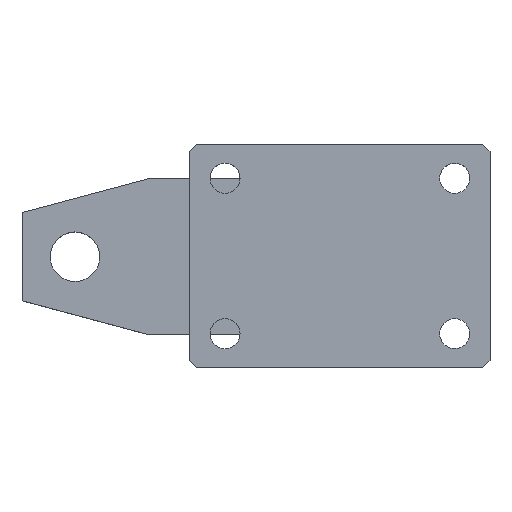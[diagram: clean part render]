
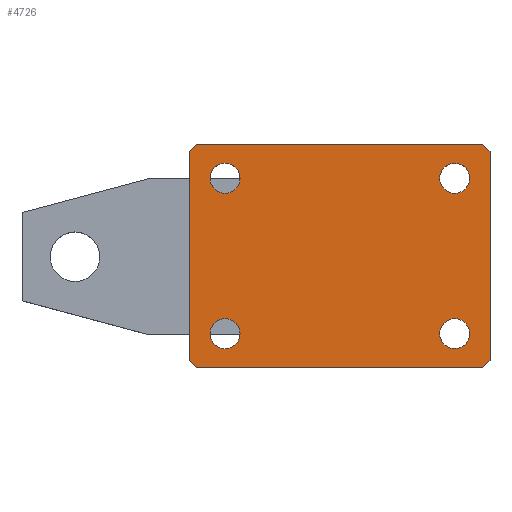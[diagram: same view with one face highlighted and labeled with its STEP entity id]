
A CAD part, top view. The second image highlights one B-rep face of the part: STEP entity #4726.
In plain terms, the highlighted planar face has unit normal (0, 0, 1).
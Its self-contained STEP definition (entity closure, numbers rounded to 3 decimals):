
#47 = DIRECTION ( 'NONE',  ( 1., 0., 0. ) ) ;
#48 = DIRECTION ( 'NONE',  ( 0., 0., 1. ) ) ;
#50 = CARTESIAN_POINT ( 'NONE',  ( -32.5, 22., 22. ) ) ;
#62 = DIRECTION ( 'NONE',  ( 1., 0., 0. ) ) ;
#63 = DIRECTION ( 'NONE',  ( 0., 0., 1. ) ) ;
#65 = CARTESIAN_POINT ( 'NONE',  ( 32.5, -22., 22. ) ) ;
#80 = DIRECTION ( 'NONE',  ( 1., 0., 0. ) ) ;
#82 = DIRECTION ( 'NONE',  ( 0., 0., 1. ) ) ;
#83 = CARTESIAN_POINT ( 'NONE',  ( -32.5, -22., 22. ) ) ;
#165 = DIRECTION ( 'NONE',  ( -1., 0., 0. ) ) ;
#175 = DIRECTION ( 'NONE',  ( 0., 1., 0. ) ) ;
#176 = CARTESIAN_POINT ( 'NONE',  ( -42.5, 31.5, 22. ) ) ;
#180 = CARTESIAN_POINT ( 'NONE',  ( 42.5, 31.5, 22. ) ) ;
#248 = DIRECTION ( 'NONE',  ( 0.707, -0.707, 0. ) ) ;
#249 = CARTESIAN_POINT ( 'NONE',  ( -36., -36., 22. ) ) ;
#252 = DIRECTION ( 'NONE',  ( 1., 0., 0. ) ) ;
#311 = CARTESIAN_POINT ( 'NONE',  ( -42.5, -31.5, 22. ) ) ;
#313 = DIRECTION ( 'NONE',  ( 0.707, 0.707, 0. ) ) ;
#320 = CARTESIAN_POINT ( 'NONE',  ( 36., -36., 22. ) ) ;
#616 = ORIENTED_EDGE ( 'NONE', *, *, #5278, .F. ) ;
#739 = ORIENTED_EDGE ( 'NONE', *, *, #5323, .F. ) ;
#778 = ORIENTED_EDGE ( 'NONE', *, *, #5263, .F. ) ;
#851 = ORIENTED_EDGE ( 'NONE', *, *, #5201, .T. ) ;
#915 = ORIENTED_EDGE ( 'NONE', *, *, #5234, .F. ) ;
#966 = VERTEX_POINT ( 'NONE', #5903 ) ;
#1004 = ORIENTED_EDGE ( 'NONE', *, *, #5238, .F. ) ;
#1008 = VERTEX_POINT ( 'NONE', #5908 ) ;
#1029 = EDGE_LOOP ( 'NONE', ( #3916, #3920, #3947, #3938, #3934, #3921, #3930, #851 ) ) ;
#1051 = VERTEX_POINT ( 'NONE', #5996 ) ;
#1078 = EDGE_LOOP ( 'NONE', ( #1004, #3946 ) ) ;
#1079 = EDGE_LOOP ( 'NONE', ( #3924, #3927 ) ) ;
#1082 = VERTEX_POINT ( 'NONE', #5857 ) ;
#1085 = VERTEX_POINT ( 'NONE', #5853 ) ;
#1087 = VERTEX_POINT ( 'NONE', #5880 ) ;
#1090 = VERTEX_POINT ( 'NONE', #5869 ) ;
#1095 = VERTEX_POINT ( 'NONE', #5998 ) ;
#1101 = VERTEX_POINT ( 'NONE', #5856 ) ;
#1133 = EDGE_LOOP ( 'NONE', ( #915, #616 ) ) ;
#1141 = VERTEX_POINT ( 'NONE', #5845 ) ;
#1142 = VERTEX_POINT ( 'NONE', #5850 ) ;
#1189 = EDGE_LOOP ( 'NONE', ( #739, #778 ) ) ;
#1201 = VERTEX_POINT ( 'NONE', #5939 ) ;
#1222 = VERTEX_POINT ( 'NONE', #5890 ) ;
#1234 = VERTEX_POINT ( 'NONE', #5884 ) ;
#1242 = VERTEX_POINT ( 'NONE', #5951 ) ;
#1260 = VECTOR ( 'NONE', #248, 1000. ) ;
#1264 = CIRCLE ( 'NONE', #4963, 4.25 ) ;
#1280 = CIRCLE ( 'NONE', #4962, 4.25 ) ;
#1295 = CIRCLE ( 'NONE', #4954, 4.25 ) ;
#1298 = LINE ( 'NONE', #176, #1374 ) ;
#1299 = CIRCLE ( 'NONE', #4930, 4.25 ) ;
#1307 = VECTOR ( 'NONE', #175, 1000. ) ;
#1330 = CIRCLE ( 'NONE', #4957, 4.25 ) ;
#1356 = VECTOR ( 'NONE', #4505, 1000. ) ;
#1364 = LINE ( 'NONE', #4481, #1501 ) ;
#1365 = CIRCLE ( 'NONE', #4953, 4.25 ) ;
#1366 = VECTOR ( 'NONE', #4482, 1000. ) ;
#1374 = VECTOR ( 'NONE', #165, 1000. ) ;
#1420 = CIRCLE ( 'NONE', #4950, 4.25 ) ;
#1446 = LINE ( 'NONE', #180, #1307 ) ;
#1476 = CIRCLE ( 'NONE', #4965, 4.25 ) ;
#1477 = LINE ( 'NONE', #4506, #1356 ) ;
#1501 = VECTOR ( 'NONE', #4480, 1000. ) ;
#1503 = LINE ( 'NONE', #4484, #1366 ) ;
#1518 = LINE ( 'NONE', #249, #1260 ) ;
#1909 = DIRECTION ( 'NONE',  ( 1., 0., 0. ) ) ;
#1913 = PLANE ( 'NONE',  #5066 ) ;
#1916 = CARTESIAN_POINT ( 'NONE',  ( 0., 0., 22. ) ) ;
#1917 = DIRECTION ( 'NONE',  ( 0., 0., 1. ) ) ;
#2868 = CARTESIAN_POINT ( 'NONE',  ( -40.5, 31.5, 22. ) ) ;
#3184 = FACE_BOUND ( 'NONE', #1189, .T. ) ;
#3189 = FACE_BOUND ( 'NONE', #1133, .T. ) ;
#3203 = FACE_BOUND ( 'NONE', #1078, .T. ) ;
#3226 = VECTOR ( 'NONE', #252, 1000. ) ;
#3231 = VECTOR ( 'NONE', #313, 1000. ) ;
#3232 = LINE ( 'NONE', #311, #3226 ) ;
#3241 = LINE ( 'NONE', #320, #3231 ) ;
#3350 = FACE_BOUND ( 'NONE', #1079, .T. ) ;
#3417 = FACE_OUTER_BOUND ( 'NONE', #1029, .T. ) ;
#3916 = ORIENTED_EDGE ( 'NONE', *, *, #5200, .T. ) ;
#3920 = ORIENTED_EDGE ( 'NONE', *, *, #5197, .T. ) ;
#3921 = ORIENTED_EDGE ( 'NONE', *, *, #5290, .T. ) ;
#3924 = ORIENTED_EDGE ( 'NONE', *, *, #5373, .F. ) ;
#3927 = ORIENTED_EDGE ( 'NONE', *, *, #5242, .F. ) ;
#3930 = ORIENTED_EDGE ( 'NONE', *, *, #5287, .T. ) ;
#3934 = ORIENTED_EDGE ( 'NONE', *, *, #5221, .T. ) ;
#3938 = ORIENTED_EDGE ( 'NONE', *, *, #5291, .T. ) ;
#3946 = ORIENTED_EDGE ( 'NONE', *, *, #5292, .F. ) ;
#3947 = ORIENTED_EDGE ( 'NONE', *, *, #5218, .T. ) ;
#4047 = VERTEX_POINT ( 'NONE', #2868 ) ;
#4083 = DIRECTION ( 'NONE',  ( 1., 0., 0. ) ) ;
#4084 = DIRECTION ( 'NONE',  ( 0., 0., 1. ) ) ;
#4085 = CARTESIAN_POINT ( 'NONE',  ( -32.5, 22., 22. ) ) ;
#4288 = DIRECTION ( 'NONE',  ( 1., 0., 0. ) ) ;
#4289 = DIRECTION ( 'NONE',  ( 0., 0., 1. ) ) ;
#4290 = CARTESIAN_POINT ( 'NONE',  ( 32.5, 22., 22. ) ) ;
#4475 = DIRECTION ( 'NONE',  ( 1., 0., 0. ) ) ;
#4476 = DIRECTION ( 'NONE',  ( 0., 0., 1. ) ) ;
#4477 = CARTESIAN_POINT ( 'NONE',  ( 32.5, -22., 22. ) ) ;
#4480 = DIRECTION ( 'NONE',  ( -0.707, 0.707, 0. ) ) ;
#4481 = CARTESIAN_POINT ( 'NONE',  ( 36., 36., 22. ) ) ;
#4482 = DIRECTION ( 'NONE',  ( -0.707, -0.707, 0. ) ) ;
#4484 = CARTESIAN_POINT ( 'NONE',  ( -36., 36., 22. ) ) ;
#4505 = DIRECTION ( 'NONE',  ( 0., -1., 0. ) ) ;
#4506 = CARTESIAN_POINT ( 'NONE',  ( -42.5, 31.5, 22. ) ) ;
#4552 = DIRECTION ( 'NONE',  ( 1., 0., 0. ) ) ;
#4553 = DIRECTION ( 'NONE',  ( 0., 0., 1. ) ) ;
#4554 = CARTESIAN_POINT ( 'NONE',  ( -32.5, -22., 22. ) ) ;
#4586 = DIRECTION ( 'NONE',  ( 1., 0., 0. ) ) ;
#4587 = DIRECTION ( 'NONE',  ( 0., 0., 1. ) ) ;
#4588 = CARTESIAN_POINT ( 'NONE',  ( 32.5, 22., 22. ) ) ;
#4726 = ADVANCED_FACE ( 'NONE', ( #3203, #3350, #3417, #3184, #3189 ), #1913, .T. ) ;
#4930 = AXIS2_PLACEMENT_3D ( 'NONE', #4085, #4084, #4083 ) ;
#4950 = AXIS2_PLACEMENT_3D ( 'NONE', #4290, #4289, #4288 ) ;
#4953 = AXIS2_PLACEMENT_3D ( 'NONE', #4477, #4476, #4475 ) ;
#4954 = AXIS2_PLACEMENT_3D ( 'NONE', #4554, #4553, #4552 ) ;
#4957 = AXIS2_PLACEMENT_3D ( 'NONE', #4588, #4587, #4586 ) ;
#4962 = AXIS2_PLACEMENT_3D ( 'NONE', #50, #48, #47 ) ;
#4963 = AXIS2_PLACEMENT_3D ( 'NONE', #65, #63, #62 ) ;
#4965 = AXIS2_PLACEMENT_3D ( 'NONE', #83, #82, #80 ) ;
#5066 = AXIS2_PLACEMENT_3D ( 'NONE', #1916, #1917, #1909 ) ;
#5197 = EDGE_CURVE ( 'NONE', #1234, #1141, #3241, .T. ) ;
#5200 = EDGE_CURVE ( 'NONE', #1142, #1234, #3232, .T. ) ;
#5201 = EDGE_CURVE ( 'NONE', #1051, #1142, #1518, .T. ) ;
#5218 = EDGE_CURVE ( 'NONE', #1141, #1008, #1446, .T. ) ;
#5221 = EDGE_CURVE ( 'NONE', #1090, #4047, #1298, .T. ) ;
#5234 = EDGE_CURVE ( 'NONE', #1101, #966, #1476, .T. ) ;
#5238 = EDGE_CURVE ( 'NONE', #1242, #1201, #1264, .T. ) ;
#5242 = EDGE_CURVE ( 'NONE', #1087, #1085, #1280, .T. ) ;
#5263 = EDGE_CURVE ( 'NONE', #1095, #1082, #1330, .T. ) ;
#5278 = EDGE_CURVE ( 'NONE', #966, #1101, #1295, .T. ) ;
#5287 = EDGE_CURVE ( 'NONE', #1222, #1051, #1477, .T. ) ;
#5290 = EDGE_CURVE ( 'NONE', #4047, #1222, #1503, .T. ) ;
#5291 = EDGE_CURVE ( 'NONE', #1008, #1090, #1364, .T. ) ;
#5292 = EDGE_CURVE ( 'NONE', #1201, #1242, #1365, .T. ) ;
#5323 = EDGE_CURVE ( 'NONE', #1082, #1095, #1420, .T. ) ;
#5373 = EDGE_CURVE ( 'NONE', #1085, #1087, #1299, .T. ) ;
#5845 = CARTESIAN_POINT ( 'NONE',  ( 42.5, -29.5, 22. ) ) ;
#5850 = CARTESIAN_POINT ( 'NONE',  ( -40.5, -31.5, 22. ) ) ;
#5853 = CARTESIAN_POINT ( 'NONE',  ( -36.75, 22., 22. ) ) ;
#5856 = CARTESIAN_POINT ( 'NONE',  ( -36.75, -22., 22. ) ) ;
#5857 = CARTESIAN_POINT ( 'NONE',  ( 28.25, 22., 22. ) ) ;
#5869 = CARTESIAN_POINT ( 'NONE',  ( 40.5, 31.5, 22. ) ) ;
#5880 = CARTESIAN_POINT ( 'NONE',  ( -28.25, 22., 22. ) ) ;
#5884 = CARTESIAN_POINT ( 'NONE',  ( 40.5, -31.5, 22. ) ) ;
#5890 = CARTESIAN_POINT ( 'NONE',  ( -42.5, 29.5, 22. ) ) ;
#5903 = CARTESIAN_POINT ( 'NONE',  ( -28.25, -22., 22. ) ) ;
#5908 = CARTESIAN_POINT ( 'NONE',  ( 42.5, 29.5, 22. ) ) ;
#5939 = CARTESIAN_POINT ( 'NONE',  ( 36.75, -22., 22. ) ) ;
#5951 = CARTESIAN_POINT ( 'NONE',  ( 28.25, -22., 22. ) ) ;
#5996 = CARTESIAN_POINT ( 'NONE',  ( -42.5, -29.5, 22. ) ) ;
#5998 = CARTESIAN_POINT ( 'NONE',  ( 36.75, 22., 22. ) ) ;
